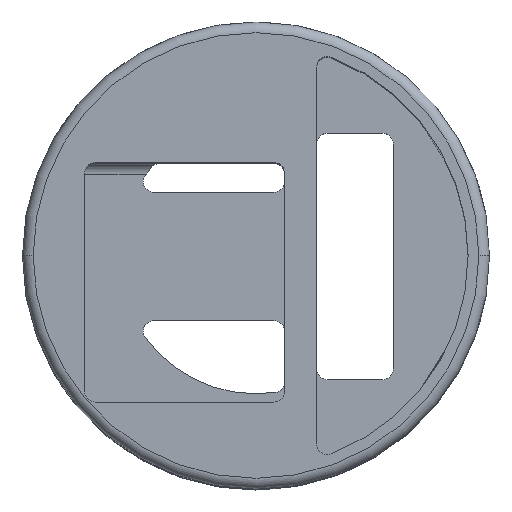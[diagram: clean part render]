
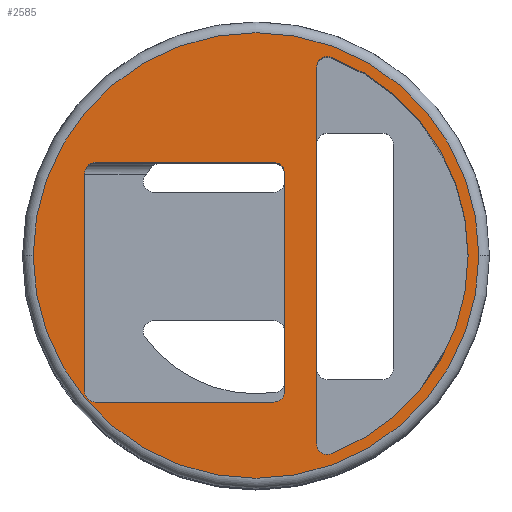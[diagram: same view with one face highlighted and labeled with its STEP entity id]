
A CAD part, top view. The second image highlights one B-rep face of the part: STEP entity #2585.
In plain terms, the highlighted planar face has unit normal (0, 0, 1).
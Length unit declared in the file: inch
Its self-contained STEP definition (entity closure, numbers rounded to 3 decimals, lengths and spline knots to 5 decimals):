
#25 = EDGE_CURVE ( 'NONE', #491, #3088, #3136, .T. ) ;
#40 = CIRCLE ( 'NONE', #2107, 0.0625 ) ;
#42 = CIRCLE ( 'NONE', #741, 0.0625 ) ;
#46 = CARTESIAN_POINT ( 'NONE',  ( 0.41727, -1.10109, 1.6875 ) ) ;
#52 = CARTESIAN_POINT ( 'NONE',  ( 0., 0., 1.6875 ) ) ;
#68 = CARTESIAN_POINT ( 'NONE',  ( 0., 0., 1.6875 ) ) ;
#73 = DIRECTION ( 'NONE',  ( 0., 0., 1. ) ) ;
#93 = DIRECTION ( 'NONE',  ( 1., 0., 0. ) ) ;
#156 = VERTEX_POINT ( 'NONE', #3243 ) ;
#218 = ORIENTED_EDGE ( 'NONE', *, *, #1809, .F. ) ;
#229 = EDGE_LOOP ( 'NONE', ( #218, #4589, #1436, #2297, #3892, #3453, #262, #1076 ) ) ;
#262 = ORIENTED_EDGE ( 'NONE', *, *, #1934, .F. ) ;
#380 = AXIS2_PLACEMENT_3D ( 'NONE', #3487, #5144, #1082 ) ;
#399 = AXIS2_PLACEMENT_3D ( 'NONE', #68, #2127, #93 ) ;
#414 = CARTESIAN_POINT ( 'NONE',  ( -1.00104, 0.73179, 1.6875 ) ) ;
#491 = VERTEX_POINT ( 'NONE', #3471 ) ;
#539 = VERTEX_POINT ( 'NONE', #711 ) ;
#612 = CIRCLE ( 'NONE', #1657, 0.0625 ) ;
#711 = CARTESIAN_POINT ( 'NONE',  ( 1.24, 0., 1.6875 ) ) ;
#741 = AXIS2_PLACEMENT_3D ( 'NONE', #4963, #4887, #1659 ) ;
#837 = VERTEX_POINT ( 'NONE', #4244 ) ;
#894 = CARTESIAN_POINT ( 'NONE',  ( 0.43941, -1.15953, 1.6875 ) ) ;
#984 = CIRCLE ( 'NONE', #4152, 0.0625 ) ;
#986 = EDGE_CURVE ( 'NONE', #491, #3064, #612, .T. ) ;
#1006 = CARTESIAN_POINT ( 'NONE',  ( 0.10477, -0.85679, 1.6875 ) ) ;
#1021 = EDGE_CURVE ( 'NONE', #837, #2936, #2336, .T. ) ;
#1033 = CARTESIAN_POINT ( 'NONE',  ( -0.93854, -0.79429, 1.6875 ) ) ;
#1069 = CIRCLE ( 'NONE', #1408, 1.24 ) ;
#1076 = ORIENTED_EDGE ( 'NONE', *, *, #1648, .T. ) ;
#1082 = DIRECTION ( 'NONE',  ( 1., 0., 0. ) ) ;
#1366 = CARTESIAN_POINT ( 'NONE',  ( -0.93854, 0.48179, 1.6875 ) ) ;
#1408 = AXIS2_PLACEMENT_3D ( 'NONE', #52, #73, #4213 ) ;
#1433 = CARTESIAN_POINT ( 'NONE',  ( 0.10477, -0.79429, 1.6875 ) ) ;
#1436 = ORIENTED_EDGE ( 'NONE', *, *, #2624, .F. ) ;
#1457 = CARTESIAN_POINT ( 'NONE',  ( -1.00104, 0.48179, 1.6875 ) ) ;
#1495 = CARTESIAN_POINT ( 'NONE',  ( 0.16727, 0.73179, 1.6875 ) ) ;
#1544 = ORIENTED_EDGE ( 'NONE', *, *, #5040, .T. ) ;
#1590 = DIRECTION ( 'NONE',  ( -1., 0., 0. ) ) ;
#1645 = LINE ( 'NONE', #3278, #2699 ) ;
#1648 = EDGE_CURVE ( 'NONE', #1702, #4235, #3523, .T. ) ;
#1657 = AXIS2_PLACEMENT_3D ( 'NONE', #1433, #3067, #3514 ) ;
#1659 = DIRECTION ( 'NONE',  ( 1., 0., 0. ) ) ;
#1701 = DIRECTION ( 'NONE',  ( 0., 0., -1. ) ) ;
#1702 = VERTEX_POINT ( 'NONE', #4381 ) ;
#1706 = ORIENTED_EDGE ( 'NONE', *, *, #2720, .T. ) ;
#1716 = LINE ( 'NONE', #4949, #4072 ) ;
#1809 = EDGE_CURVE ( 'NONE', #2030, #4235, #4466, .T. ) ;
#1934 = EDGE_CURVE ( 'NONE', #1702, #3064, #4992, .T. ) ;
#1962 = ORIENTED_EDGE ( 'NONE', *, *, #4838, .T. ) ;
#2030 = VERTEX_POINT ( 'NONE', #1457 ) ;
#2050 = FACE_BOUND ( 'NONE', #2340, .T. ) ;
#2087 = AXIS2_PLACEMENT_3D ( 'NONE', #1033, #2355, #3100 ) ;
#2107 = AXIS2_PLACEMENT_3D ( 'NONE', #46, #1701, #3355 ) ;
#2117 = CARTESIAN_POINT ( 'NONE',  ( 1.3025, 0., 1.6875 ) ) ;
#2127 = DIRECTION ( 'NONE',  ( 0., 0., 1. ) ) ;
#2181 = CARTESIAN_POINT ( 'NONE',  ( 0., 0., 1.6875 ) ) ;
#2188 = CIRCLE ( 'NONE', #2271, 1.24 ) ;
#2255 = VERTEX_POINT ( 'NONE', #3009 ) ;
#2256 = VECTOR ( 'NONE', #2615, 39.37008 ) ;
#2271 = AXIS2_PLACEMENT_3D ( 'NONE', #2181, #3755, #3732 ) ;
#2297 = ORIENTED_EDGE ( 'NONE', *, *, #3344, .T. ) ;
#2303 = EDGE_CURVE ( 'NONE', #539, #3236, #2188, .T. ) ;
#2322 = EDGE_CURVE ( 'NONE', #3508, #539, #1069, .T. ) ;
#2331 = DIRECTION ( 'NONE',  ( 0., 1., 0. ) ) ;
#2336 = CIRCLE ( 'NONE', #5143, 1.3025 ) ;
#2340 = EDGE_LOOP ( 'NONE', ( #3881, #1706, #2473, #1962, #2449 ) ) ;
#2355 = DIRECTION ( 'NONE',  ( 0., 0., -1. ) ) ;
#2399 = ORIENTED_EDGE ( 'NONE', *, *, #1021, .T. ) ;
#2403 = CARTESIAN_POINT ( 'NONE',  ( 0., 0., 1.6875 ) ) ;
#2449 = ORIENTED_EDGE ( 'NONE', *, *, #2303, .F. ) ;
#2473 = ORIENTED_EDGE ( 'NONE', *, *, #4382, .T. ) ;
#2519 = DIRECTION ( 'NONE',  ( 0., 1., 0. ) ) ;
#2585 = ADVANCED_FACE ( 'NONE', ( #4876, #2767, #2050 ), #4102, .T. ) ;
#2615 = DIRECTION ( 'NONE',  ( 1., 0., 0. ) ) ;
#2624 = EDGE_CURVE ( 'NONE', #156, #5120, #1645, .T. ) ;
#2649 = CARTESIAN_POINT ( 'NONE',  ( -0.93854, 0.54429, 1.6875 ) ) ;
#2693 = CIRCLE ( 'NONE', #380, 0.0625 ) ;
#2699 = VECTOR ( 'NONE', #1590, 39.37008 ) ;
#2720 = EDGE_CURVE ( 'NONE', #3508, #4190, #40, .T. ) ;
#2767 = FACE_BOUND ( 'NONE', #229, .T. ) ;
#2936 = VERTEX_POINT ( 'NONE', #2117 ) ;
#3009 = CARTESIAN_POINT ( 'NONE',  ( 0.35477, 1.10109, 1.6875 ) ) ;
#3042 = AXIS2_PLACEMENT_3D ( 'NONE', #5304, #4396, #3615 ) ;
#3054 = CARTESIAN_POINT ( 'NONE',  ( 0.35477, -1.10109, 1.6875 ) ) ;
#3064 = VERTEX_POINT ( 'NONE', #1006 ) ;
#3067 = DIRECTION ( 'NONE',  ( 0., 0., -1. ) ) ;
#3088 = VERTEX_POINT ( 'NONE', #4757 ) ;
#3100 = DIRECTION ( 'NONE',  ( 1., 0., 0. ) ) ;
#3136 = LINE ( 'NONE', #1495, #4543 ) ;
#3176 = DIRECTION ( 'NONE',  ( 1., 0., 0. ) ) ;
#3210 = DIRECTION ( 'NONE',  ( 0., -1., 0. ) ) ;
#3215 = CARTESIAN_POINT ( 'NONE',  ( -1.00104, -0.79429, 1.6875 ) ) ;
#3236 = VERTEX_POINT ( 'NONE', #3345 ) ;
#3243 = CARTESIAN_POINT ( 'NONE',  ( 0.10477, 0.54429, 1.6875 ) ) ;
#3278 = CARTESIAN_POINT ( 'NONE',  ( 0., 0.54429, 1.6875 ) ) ;
#3344 = EDGE_CURVE ( 'NONE', #156, #3088, #2693, .T. ) ;
#3345 = CARTESIAN_POINT ( 'NONE',  ( 0.43941, 1.15953, 1.6875 ) ) ;
#3352 = DIRECTION ( 'NONE',  ( 1., 0., 0. ) ) ;
#3355 = DIRECTION ( 'NONE',  ( 1., 0., 0. ) ) ;
#3453 = ORIENTED_EDGE ( 'NONE', *, *, #986, .T. ) ;
#3471 = CARTESIAN_POINT ( 'NONE',  ( 0.16727, -0.79429, 1.6875 ) ) ;
#3474 = CIRCLE ( 'NONE', #399, 1.3025 ) ;
#3487 = CARTESIAN_POINT ( 'NONE',  ( 0.10477, 0.48179, 1.6875 ) ) ;
#3508 = VERTEX_POINT ( 'NONE', #894 ) ;
#3514 = DIRECTION ( 'NONE',  ( 1., 0., 0. ) ) ;
#3523 = CIRCLE ( 'NONE', #2087, 0.0625 ) ;
#3615 = DIRECTION ( 'NONE',  ( 1., 0., 0. ) ) ;
#3732 = DIRECTION ( 'NONE',  ( 1., 0., 0. ) ) ;
#3755 = DIRECTION ( 'NONE',  ( 0., 0., 1. ) ) ;
#3787 = CARTESIAN_POINT ( 'NONE',  ( 0., -0.85679, 1.6875 ) ) ;
#3881 = ORIENTED_EDGE ( 'NONE', *, *, #2322, .F. ) ;
#3892 = ORIENTED_EDGE ( 'NONE', *, *, #25, .F. ) ;
#3962 = EDGE_CURVE ( 'NONE', #2030, #5120, #984, .T. ) ;
#4072 = VECTOR ( 'NONE', #2519, 39.37008 ) ;
#4102 = PLANE ( 'NONE',  #3042 ) ;
#4152 = AXIS2_PLACEMENT_3D ( 'NONE', #1366, #4622, #3352 ) ;
#4190 = VERTEX_POINT ( 'NONE', #3054 ) ;
#4213 = DIRECTION ( 'NONE',  ( 1., 0., 0. ) ) ;
#4220 = VECTOR ( 'NONE', #3210, 39.37008 ) ;
#4235 = VERTEX_POINT ( 'NONE', #3215 ) ;
#4244 = CARTESIAN_POINT ( 'NONE',  ( -1.3025, 0., 1.6875 ) ) ;
#4381 = CARTESIAN_POINT ( 'NONE',  ( -0.93854, -0.85679, 1.6875 ) ) ;
#4382 = EDGE_CURVE ( 'NONE', #4190, #2255, #1716, .T. ) ;
#4396 = DIRECTION ( 'NONE',  ( 0., 0., 1. ) ) ;
#4466 = LINE ( 'NONE', #414, #4220 ) ;
#4543 = VECTOR ( 'NONE', #2331, 39.37008 ) ;
#4589 = ORIENTED_EDGE ( 'NONE', *, *, #3962, .T. ) ;
#4622 = DIRECTION ( 'NONE',  ( 0., 0., -1. ) ) ;
#4757 = CARTESIAN_POINT ( 'NONE',  ( 0.16727, 0.48179, 1.6875 ) ) ;
#4838 = EDGE_CURVE ( 'NONE', #2255, #3236, #42, .T. ) ;
#4876 = FACE_OUTER_BOUND ( 'NONE', #4939, .T. ) ;
#4887 = DIRECTION ( 'NONE',  ( 0., 0., -1. ) ) ;
#4939 = EDGE_LOOP ( 'NONE', ( #1544, #2399 ) ) ;
#4949 = CARTESIAN_POINT ( 'NONE',  ( 0.35477, 1.31809, 1.6875 ) ) ;
#4963 = CARTESIAN_POINT ( 'NONE',  ( 0.41727, 1.10109, 1.6875 ) ) ;
#4992 = LINE ( 'NONE', #3787, #2256 ) ;
#5040 = EDGE_CURVE ( 'NONE', #2936, #837, #3474, .T. ) ;
#5120 = VERTEX_POINT ( 'NONE', #2649 ) ;
#5143 = AXIS2_PLACEMENT_3D ( 'NONE', #2403, #5255, #3176 ) ;
#5144 = DIRECTION ( 'NONE',  ( 0., 0., -1. ) ) ;
#5255 = DIRECTION ( 'NONE',  ( 0., 0., 1. ) ) ;
#5304 = CARTESIAN_POINT ( 'NONE',  ( 0., 0., 1.6875 ) ) ;
